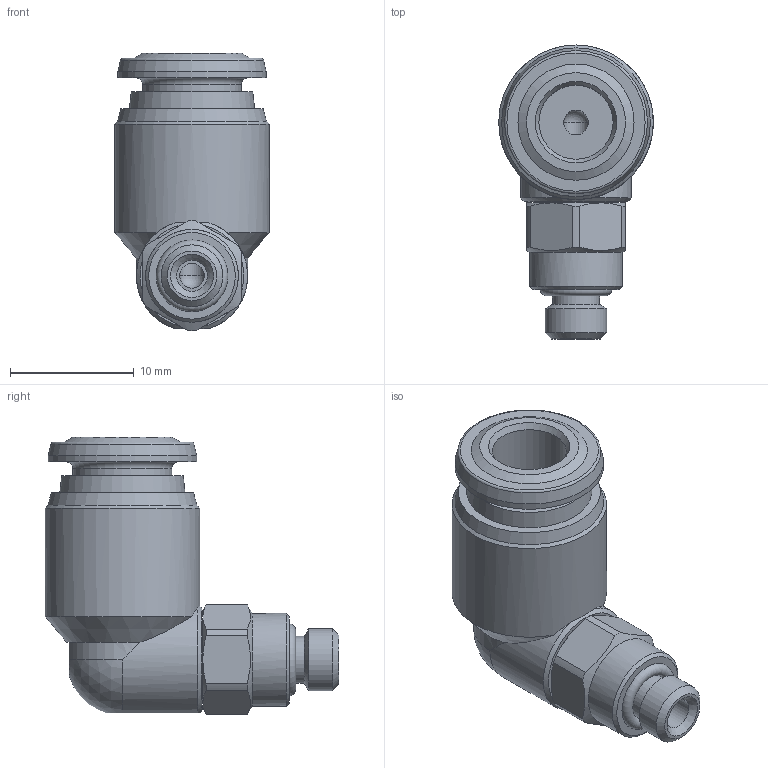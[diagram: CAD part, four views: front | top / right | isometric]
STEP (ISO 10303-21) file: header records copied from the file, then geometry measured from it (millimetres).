
FILE_DESCRIPTION(/* description */ ('STEP AP214'),/* implementation_level */ '2;1');
FILE_NAME(/* name */ '8098626_NPQR-L-M5-Q6',/* time_stamp */ '2024-09-13T08:43:08+02:00',/* author */ ('License CC BY-ND 4.0'),/* organization */ ('CADENAS'),/* preprocessor_version */ 'ST-DEVELOPER v19.3',/* originating_system */ 'PARTsolutions',/* authorisation */ ' ');
FILE_SCHEMA (('AUTOMOTIVE_DESIGN {1 0 10303 214 3 1 1}'));
Length unit declared in the file: millimetre
Products named in the file (1): 8098626 NPQR-L-M5-Q6---(high)
Bounding box: 12.5 x 23.75 x 22.45 mm (x, y, z)
Volume: 2185.6 mm3; surface area: 1740.6 mm2
Topology: 1 solids, 1 shells, 65 faces, 141 edges, 86 vertices
Faces by surface type: cylinder 21, plane 20, cone 19, torus 3, sphere 2
Full cylindrical faces by diameter (mm): 2 x2, 2.5 x1, 3.8 x1, 5 x1, 6 x1, 6.6 x1, 7.5 x1, 8 x1, 12 x1, 12.5 x1
Entity records: 2116 total; most frequent: CARTESIAN_POINT 338, DIRECTION 287, ORIENTED_EDGE 220, AXIS2_PLACEMENT_3D 135, EDGE_CURVE 110, EDGE_LOOP 102, FACE_BOUND 102, VERTEX_POINT 82
